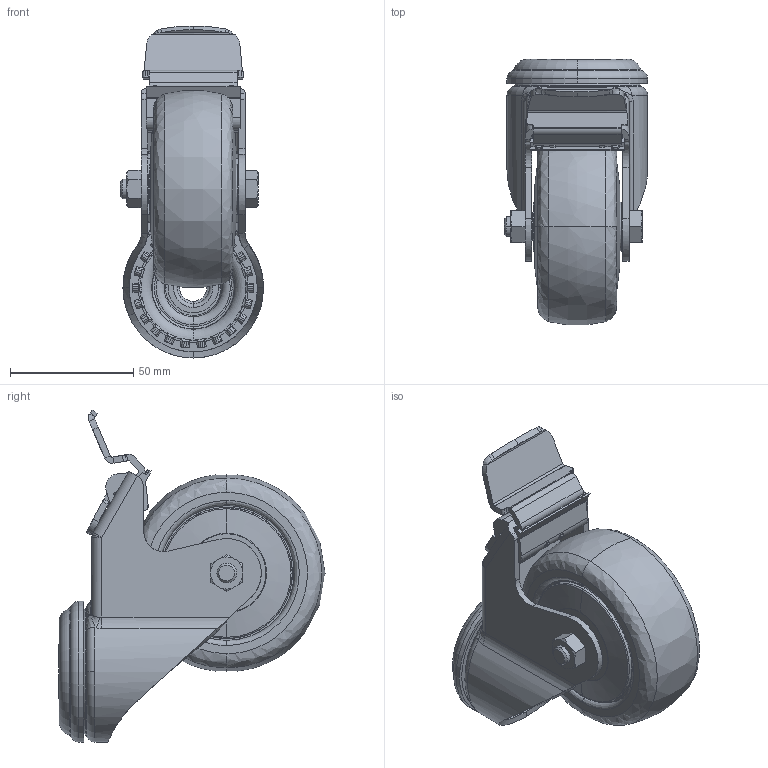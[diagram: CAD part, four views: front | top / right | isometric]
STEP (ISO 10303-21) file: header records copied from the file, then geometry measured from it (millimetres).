
FILE_DESCRIPTION (( 'STEP AP214' ), '1' );
FILE_NAME ('7420133', '2019-02-04T12:26:27', ( '' ), ('JUGARD+KÜNSTNER GmbH'), 'SwSTEP 2.0', 'SolidWorks 2017', '' );
FILE_SCHEMA (( 'AUTOMOTIVE_DESIGN' ));
Length unit declared in the file: millimetre
Products named in the file (1): 7420133_CNAJF00
Bounding box: 58 x 107.83 x 134.57 mm (x, y, z)
Volume: 234068.3 mm3; surface area: 57706.5 mm2
Topology: 3 solids, 4 shells, 1092 faces, 2880 edges, 1797 vertices
Faces by surface type: cylinder 358, plane 350, bspline 183, torus 106, cone 89, sphere 6
Entity records: 56689 total; most frequent: CARTESIAN_POINT 19754, ORIENTED_EDGE 5752, DIRECTION 4499, EDGE_CURVE 2876, VERTEX_POINT 1797, AXIS2_PLACEMENT_3D 1681, VECTOR 1137, LINE 1137
